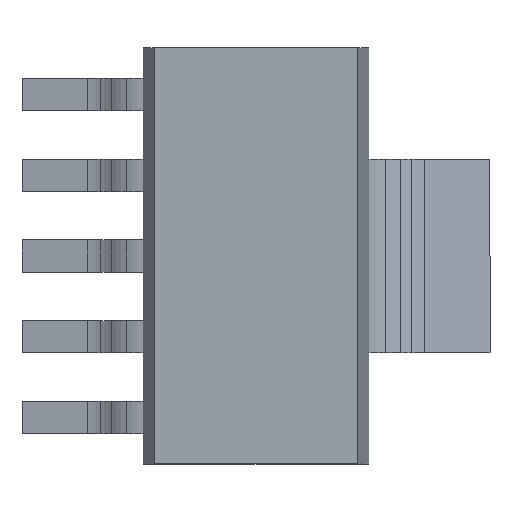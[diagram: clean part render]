
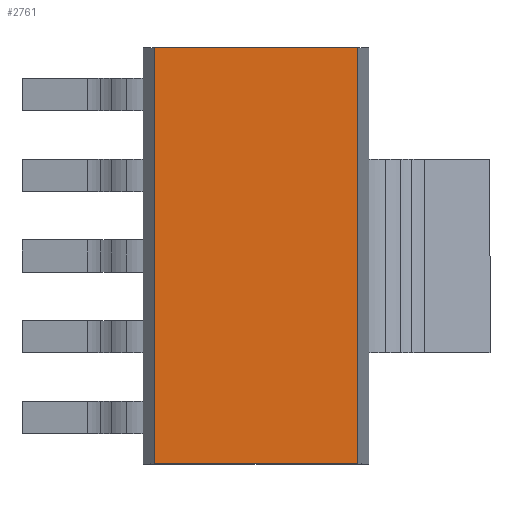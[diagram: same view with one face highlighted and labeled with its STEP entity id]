
A CAD part, top view. The second image highlights one B-rep face of the part: STEP entity #2761.
In plain terms, the highlighted planar face has unit normal (0, 0, 1).
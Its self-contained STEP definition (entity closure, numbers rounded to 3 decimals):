
#2705=CARTESIAN_POINT('',(1.602,3.275,1.8));
#2706=VERTEX_POINT('',#2705);
#2713=CARTESIAN_POINT('',(1.602,-3.275,1.8));
#2714=VERTEX_POINT('',#2713);
#2715=CARTESIAN_POINT('',(1.602,-3.275,1.8));
#2716=DIRECTION('',(0.0,1.0,0.0));
#2717=VECTOR('',#2716,6.55);
#2718=LINE('',#2715,#2717);
#2719=EDGE_CURVE('',#2714,#2706,#2718,.T.);
#2731=CARTESIAN_POINT('',(1.602,-3.275,1.8));
#2732=DIRECTION('',(0.0,0.0,1.0));
#2733=DIRECTION('',(0.0,-1.0,0.0));
#2734=AXIS2_PLACEMENT_3D('',#2731,#2732,#2733);
#2735=PLANE('',#2734);
#2736=CARTESIAN_POINT('',(-1.602,3.275,1.8));
#2737=VERTEX_POINT('',#2736);
#2738=CARTESIAN_POINT('',(1.602,3.275,1.8));
#2739=DIRECTION('',(-1.0,0.0,0.0));
#2740=VECTOR('',#2739,3.204);
#2741=LINE('',#2738,#2740);
#2742=EDGE_CURVE('',#2706,#2737,#2741,.T.);
#2743=ORIENTED_EDGE('',*,*,#2742,.T.);
#2744=CARTESIAN_POINT('',(-1.602,-3.275,1.8));
#2745=VERTEX_POINT('',#2744);
#2746=CARTESIAN_POINT('',(-1.602,-3.275,1.8));
#2747=DIRECTION('',(0.0,1.0,0.0));
#2748=VECTOR('',#2747,6.55);
#2749=LINE('',#2746,#2748);
#2750=EDGE_CURVE('',#2745,#2737,#2749,.T.);
#2751=ORIENTED_EDGE('',*,*,#2750,.F.);
#2752=CARTESIAN_POINT('',(1.602,-3.275,1.8));
#2753=DIRECTION('',(-1.0,0.0,0.0));
#2754=VECTOR('',#2753,3.204);
#2755=LINE('',#2752,#2754);
#2756=EDGE_CURVE('',#2714,#2745,#2755,.T.);
#2757=ORIENTED_EDGE('',*,*,#2756,.F.);
#2758=ORIENTED_EDGE('',*,*,#2719,.T.);
#2759=EDGE_LOOP('',(#2743,#2751,#2757,#2758));
#2760=FACE_OUTER_BOUND('',#2759,.T.);
#2761=ADVANCED_FACE('',(#2760),#2735,.T.);
